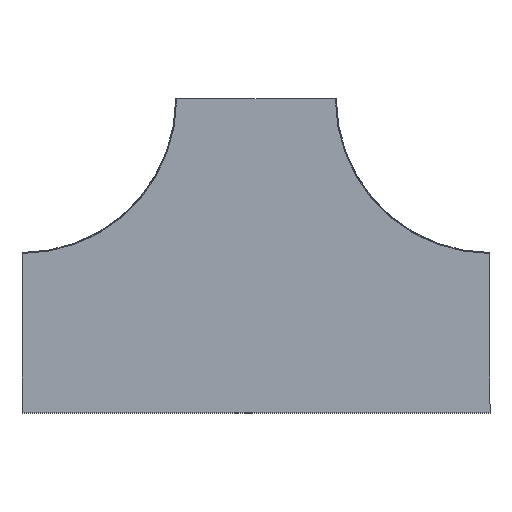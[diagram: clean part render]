
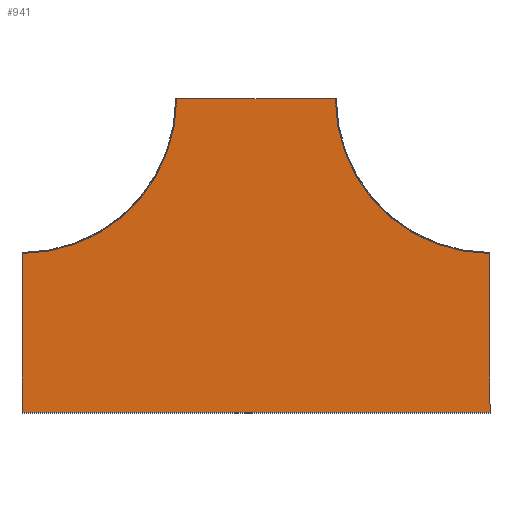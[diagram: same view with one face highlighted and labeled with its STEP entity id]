
A CAD part, front view. The second image highlights one B-rep face of the part: STEP entity #941.
In plain terms, the highlighted planar face has unit normal (0, -1, 0).
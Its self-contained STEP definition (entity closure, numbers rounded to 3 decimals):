
#67 = DIRECTION ( 'NONE',  ( 0., 0., -1. ) ) ;
#93 = VECTOR ( 'NONE', #760, 1000. ) ;
#104 = ORIENTED_EDGE ( 'NONE', *, *, #1151, .F. ) ;
#169 = AXIS2_PLACEMENT_3D ( 'NONE', #526, #577, #653 ) ;
#181 = AXIS2_PLACEMENT_3D ( 'NONE', #868, #432, #517 ) ;
#198 = CARTESIAN_POINT ( 'NONE',  ( -152.5, -1., 0. ) ) ;
#236 = LINE ( 'NONE', #365, #755 ) ;
#245 = DIRECTION ( 'NONE',  ( 0., -1., 0. ) ) ;
#257 = DIRECTION ( 'NONE',  ( 0., 0., 1. ) ) ;
#365 = CARTESIAN_POINT ( 'NONE',  ( 450., -1., -297.5 ) ) ;
#366 = CIRCLE ( 'NONE', #181, 297.5 ) ;
#373 = ORIENTED_EDGE ( 'NONE', *, *, #1142, .T. ) ;
#423 = PLANE ( 'NONE',  #457 ) ;
#428 = CIRCLE ( 'NONE', #169, 297.5 ) ;
#432 = DIRECTION ( 'NONE',  ( 0., 1., 0. ) ) ;
#434 = ORIENTED_EDGE ( 'NONE', *, *, #1140, .F. ) ;
#457 = AXIS2_PLACEMENT_3D ( 'NONE', #757, #245, #67 ) ;
#462 = VERTEX_POINT ( 'NONE', #672 ) ;
#478 = VECTOR ( 'NONE', #980, 1000. ) ;
#517 = DIRECTION ( 'NONE',  ( 0., 0., 1. ) ) ;
#526 = CARTESIAN_POINT ( 'NONE',  ( -450., -1., 0. ) ) ;
#560 = CARTESIAN_POINT ( 'NONE',  ( 152.5, -1., 0. ) ) ;
#568 = LINE ( 'NONE', #958, #478 ) ;
#577 = DIRECTION ( 'NONE',  ( 0., -1., 0. ) ) ;
#632 = VERTEX_POINT ( 'NONE', #906 ) ;
#646 = VERTEX_POINT ( 'NONE', #560 ) ;
#647 = ORIENTED_EDGE ( 'NONE', *, *, #1153, .F. ) ;
#649 = LINE ( 'NONE', #198, #93 ) ;
#653 = DIRECTION ( 'NONE',  ( 0., 0., 1. ) ) ;
#672 = CARTESIAN_POINT ( 'NONE',  ( -450., -1., -602.5 ) ) ;
#689 = CARTESIAN_POINT ( 'NONE',  ( -450., -1., -297.5 ) ) ;
#723 = LINE ( 'NONE', #1114, #1150 ) ;
#751 = ORIENTED_EDGE ( 'NONE', *, *, #1137, .T. ) ;
#755 = VECTOR ( 'NONE', #257, 1000. ) ;
#757 = CARTESIAN_POINT ( 'NONE',  ( -450., -1., -297.5 ) ) ;
#760 = DIRECTION ( 'NONE',  ( -1., 0., 0. ) ) ;
#817 = FACE_OUTER_BOUND ( 'NONE', #1128, .T. ) ;
#868 = CARTESIAN_POINT ( 'NONE',  ( 450., -1., 0. ) ) ;
#878 = CARTESIAN_POINT ( 'NONE',  ( 450., -1., -602.5 ) ) ;
#906 = CARTESIAN_POINT ( 'NONE',  ( -152.5, -1., 0. ) ) ;
#941 = ADVANCED_FACE ( 'NONE', ( #817 ), #423, .T. ) ;
#958 = CARTESIAN_POINT ( 'NONE',  ( 0., -1., -602.5 ) ) ;
#959 = ORIENTED_EDGE ( 'NONE', *, *, #1148, .T. ) ;
#977 = VERTEX_POINT ( 'NONE', #1135 ) ;
#980 = DIRECTION ( 'NONE',  ( -1., 0., 0. ) ) ;
#990 = VERTEX_POINT ( 'NONE', #689 ) ;
#991 = DIRECTION ( 'NONE',  ( 0., 0., 1. ) ) ;
#993 = VERTEX_POINT ( 'NONE', #878 ) ;
#1114 = CARTESIAN_POINT ( 'NONE',  ( -450., -1., -297.5 ) ) ;
#1128 = EDGE_LOOP ( 'NONE', ( #434, #751, #373, #959, #104, #647 ) ) ;
#1135 = CARTESIAN_POINT ( 'NONE',  ( 450., -1., -297.5 ) ) ;
#1137 = EDGE_CURVE ( 'NONE', #993, #977, #236, .T. ) ;
#1140 = EDGE_CURVE ( 'NONE', #993, #462, #568, .T. ) ;
#1142 = EDGE_CURVE ( 'NONE', #977, #646, #366, .T. ) ;
#1148 = EDGE_CURVE ( 'NONE', #646, #632, #649, .T. ) ;
#1150 = VECTOR ( 'NONE', #991, 1000. ) ;
#1151 = EDGE_CURVE ( 'NONE', #990, #632, #428, .T. ) ;
#1153 = EDGE_CURVE ( 'NONE', #462, #990, #723, .T. ) ;
